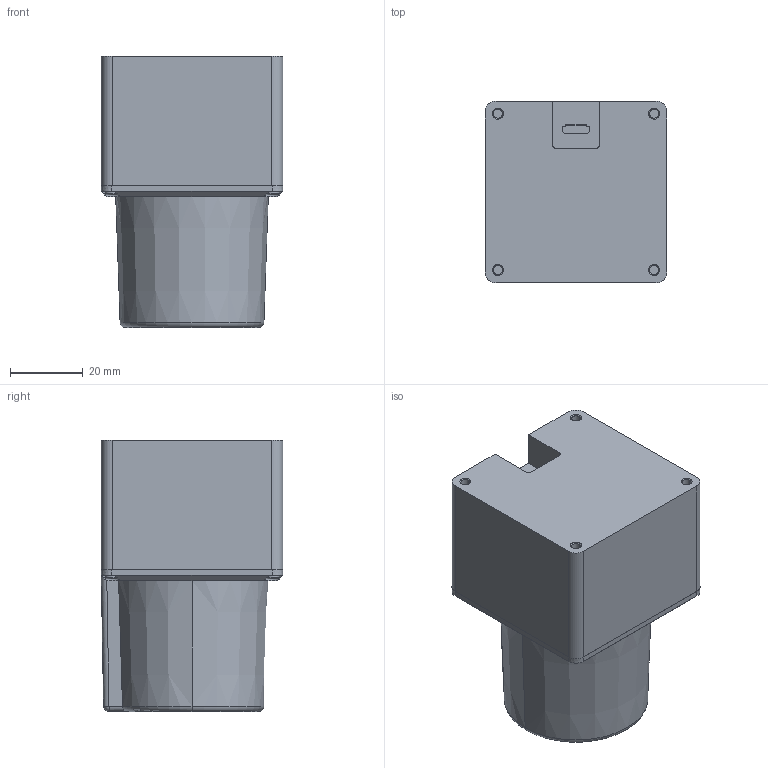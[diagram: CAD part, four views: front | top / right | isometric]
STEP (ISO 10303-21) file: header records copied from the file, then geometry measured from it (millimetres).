
FILE_DESCRIPTION((''),'2;1');
FILE_NAME('VP300_ASM','2021-12-22T09:26:02',('15751'),(''),'CREO PARAMETRIC BY PTC INC, 2019224','CREO PARAMETRIC BY PTC INC, 2019224','');
FILE_SCHEMA(('CONFIG_CONTROL_DESIGN'));
Length unit declared in the file: millimetre
Products named in the file (8): 00; 3TOF0525_100_ASM; 3TOF052500_ASM; M2; M200_ASM; VP300_ASM
Assembly tree (10 placements, depth 4):
  VP300_ASM
    3TOF052500_ASM
      3TOF0525_100_ASM
        00
        00
        00
    M200_ASM
      M2  x4
Bounding box: 50 x 50 x 74.6 mm (x, y, z)
Volume: 33410.2 mm3; surface area: 36204.9 mm2
Topology: 7 solids, 7 shells, 472 faces, 1263 edges, 832 vertices
Faces by surface type: cylinder 221, plane 190, cone 40, torus 19, sphere 2
Entity records: 12217 total; most frequent: CARTESIAN_POINT 2366, DIRECTION 2148, ORIENTED_EDGE 1994, EDGE_CURVE 997, AXIS2_PLACEMENT_3D 821, VERTEX_POINT 658, VECTOR 506, LINE 506
